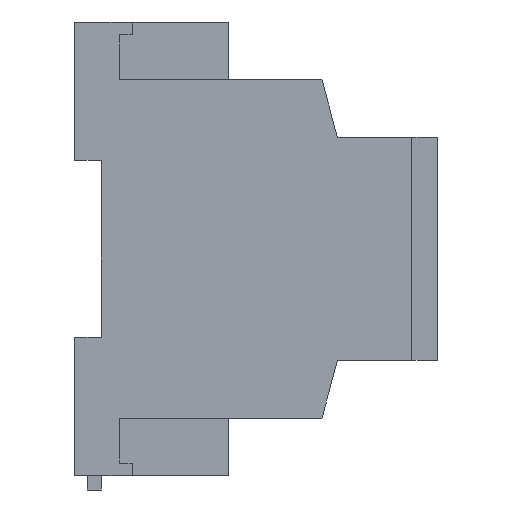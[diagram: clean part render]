
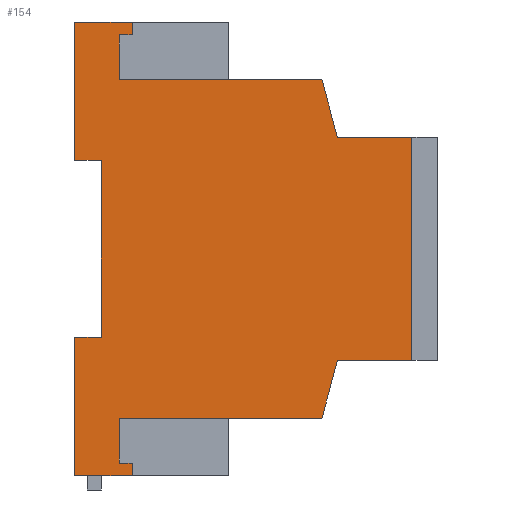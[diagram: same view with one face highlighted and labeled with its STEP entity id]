
A CAD part, left-side view. The second image highlights one B-rep face of the part: STEP entity #154.
In plain terms, the highlighted planar face has unit normal (-1, 0, 0).
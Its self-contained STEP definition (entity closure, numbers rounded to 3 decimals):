
#154=ADVANCED_FACE('FACE41',(#312),#313,.F.);
#312=FACE_OUTER_BOUND('',#470,.T.);
#313=PLANE('',#471);
#470=EDGE_LOOP('',(#848,#849,#850,#851,#852,#853,#854,#855,#856,#857,#858,#859,#860,#861,#862,#863,#864,#865,#866,#867));
#471=AXIS2_PLACEMENT_3D('',#868,#869,#870);
#848=ORIENTED_EDGE('',*,*,#1110,.T.);
#849=ORIENTED_EDGE('',*,*,#1050,.F.);
#850=ORIENTED_EDGE('',*,*,#1052,.F.);
#851=ORIENTED_EDGE('',*,*,#1057,.F.);
#852=ORIENTED_EDGE('',*,*,#1061,.T.);
#853=ORIENTED_EDGE('',*,*,#1066,.F.);
#854=ORIENTED_EDGE('',*,*,#1028,.F.);
#855=ORIENTED_EDGE('',*,*,#1025,.F.);
#856=ORIENTED_EDGE('',*,*,#1076,.F.);
#857=ORIENTED_EDGE('',*,*,#1080,.F.);
#858=ORIENTED_EDGE('',*,*,#1083,.T.);
#859=ORIENTED_EDGE('',*,*,#1088,.T.);
#860=ORIENTED_EDGE('',*,*,#1090,.T.);
#861=ORIENTED_EDGE('',*,*,#1096,.T.);
#862=ORIENTED_EDGE('',*,*,#1114,.T.);
#863=ORIENTED_EDGE('',*,*,#1116,.F.);
#864=ORIENTED_EDGE('',*,*,#1117,.F.);
#865=ORIENTED_EDGE('',*,*,#1041,.F.);
#866=ORIENTED_EDGE('',*,*,#1021,.F.);
#867=ORIENTED_EDGE('',*,*,#1106,.F.);
#868=CARTESIAN_POINT('',(-8.763,-4.445,0.0));
#869=DIRECTION('',(1.0,0.0,0.0));
#870=DIRECTION('',(0.0,1.0,-0.0));
#1021=EDGE_CURVE('EDGE46',#1236,#1238,#1239,.T.);
#1025=EDGE_CURVE('EDGE49',#1242,#1244,#1245,.T.);
#1028=EDGE_CURVE('EDGE51',#1244,#1248,#1249,.T.);
#1041=EDGE_CURVE('EDGE61',#1238,#1268,#1269,.T.);
#1050=EDGE_CURVE('EDGE68',#1280,#1276,#1282,.T.);
#1052=EDGE_CURVE('EDGE69',#1284,#1280,#1285,.T.);
#1057=EDGE_CURVE('EDGE73',#1290,#1284,#1293,.T.);
#1061=EDGE_CURVE('EDGE76',#1290,#1296,#1299,.T.);
#1066=EDGE_CURVE('EDGE80',#1248,#1296,#1305,.T.);
#1076=EDGE_CURVE('EDGE87',#1317,#1242,#1319,.T.);
#1080=EDGE_CURVE('EDGE90',#1323,#1317,#1325,.T.);
#1083=EDGE_CURVE('EDGE92',#1323,#1328,#1330,.T.);
#1088=EDGE_CURVE('EDGE96',#1328,#1335,#1337,.T.);
#1090=EDGE_CURVE('EDGE97',#1335,#1339,#1340,.T.);
#1096=EDGE_CURVE('EDGE102',#1339,#1347,#1349,.T.);
#1106=EDGE_CURVE('EDGE109',#1362,#1236,#1364,.T.);
#1110=EDGE_CURVE('EDGE112',#1362,#1276,#1368,.T.);
#1114=EDGE_CURVE('EDGE115',#1347,#1372,#1374,.T.);
#1116=EDGE_CURVE('EDGE116',#1376,#1372,#1377,.T.);
#1117=EDGE_CURVE('EDGE117',#1268,#1376,#1378,.T.);
#1236=VERTEX_POINT('VERTEX35',#1550);
#1238=VERTEX_POINT('VERTEX36',#1553);
#1239=LINE('',#1554,#1555);
#1242=VERTEX_POINT('VERTEX37',#1559);
#1244=VERTEX_POINT('VERTEX38',#1562);
#1245=LINE('',#1563,#1564);
#1248=VERTEX_POINT('VERTEX39',#1568);
#1249=LINE('',#1569,#1570);
#1268=VERTEX_POINT('VERTEX46',#1598);
#1269=LINE('',#1599,#1600);
#1276=VERTEX_POINT('VERTEX48',#1610);
#1280=VERTEX_POINT('VERTEX50',#1616);
#1282=LINE('',#1619,#1620);
#1284=VERTEX_POINT('VERTEX51',#1622);
#1285=LINE('',#1623,#1624);
#1290=VERTEX_POINT('VERTEX53',#1631);
#1293=LINE('',#1635,#1636);
#1296=VERTEX_POINT('VERTEX55',#1640);
#1299=LINE('',#1644,#1645);
#1305=LINE('',#1654,#1655);
#1317=VERTEX_POINT('VERTEX61',#1672);
#1319=LINE('',#1675,#1676);
#1323=VERTEX_POINT('VERTEX63',#1681);
#1325=LINE('',#1684,#1685);
#1328=VERTEX_POINT('VERTEX65',#1688);
#1330=LINE('',#1691,#1692);
#1335=VERTEX_POINT('VERTEX67',#1699);
#1337=LINE('',#1702,#1703);
#1339=VERTEX_POINT('VERTEX68',#1705);
#1340=LINE('',#1706,#1707);
#1347=VERTEX_POINT('VERTEX71',#1717);
#1349=LINE('',#1720,#1721);
#1362=VERTEX_POINT('VERTEX76',#1739);
#1364=LINE('',#1742,#1743);
#1368=LINE('',#1749,#1750);
#1372=VERTEX_POINT('VERTEX78',#1755);
#1374=LINE('',#1758,#1759);
#1376=VERTEX_POINT('VERTEX79',#1761);
#1377=LINE('',#1762,#1763);
#1378=LINE('',#1764,#1765);
#1550=CARTESIAN_POINT('',(-8.763,-8.89,-33.528));
#1553=CARTESIAN_POINT('',(-8.763,-8.89,-42.418));
#1554=CARTESIAN_POINT('',(-8.763,-8.89,0.0));
#1555=VECTOR('',#1859,25.4);
#1559=CARTESIAN_POINT('',(-8.763,-11.43,42.418));
#1562=CARTESIAN_POINT('',(-8.763,-8.89,42.418));
#1563=CARTESIAN_POINT('',(-8.763,-10.16,42.418));
#1564=VECTOR('',#1862,25.4);
#1568=CARTESIAN_POINT('',(-8.763,-8.89,33.528));
#1569=CARTESIAN_POINT('',(-8.763,-8.89,0.0));
#1570=VECTOR('',#1864,25.4);
#1598=CARTESIAN_POINT('',(-8.763,-11.43,-42.418));
#1599=CARTESIAN_POINT('',(-8.763,-10.16,-42.418));
#1600=VECTOR('',#1874,25.4);
#1610=CARTESIAN_POINT('',(-8.763,-52.07,-22.098));
#1616=CARTESIAN_POINT('',(-8.763,-66.802,-22.098));
#1619=CARTESIAN_POINT('',(-8.763,-33.401,-22.098));
#1620=VECTOR('',#1881,25.4);
#1622=CARTESIAN_POINT('',(-8.763,-66.802,22.098));
#1623=CARTESIAN_POINT('',(-8.763,-66.802,0.0));
#1624=VECTOR('',#1882,25.4);
#1631=CARTESIAN_POINT('',(-8.763,-52.07,22.098));
#1635=CARTESIAN_POINT('',(-8.763,-33.401,22.098));
#1636=VECTOR('',#1886,25.4);
#1640=CARTESIAN_POINT('',(-8.763,-49.007,33.528));
#1644=CARTESIAN_POINT('',(-8.763,-51.594,23.876));
#1645=VECTOR('',#1889,25.4);
#1654=CARTESIAN_POINT('',(-8.763,-15.24,33.528));
#1655=VECTOR('',#1893,25.4);
#1672=CARTESIAN_POINT('',(-8.763,-11.43,44.958));
#1675=CARTESIAN_POINT('',(-8.763,-11.43,43.688));
#1676=VECTOR('',#1900,25.4);
#1681=CARTESIAN_POINT('',(-8.763,0.0,44.958));
#1684=CARTESIAN_POINT('',(-8.763,-4.445,44.958));
#1685=VECTOR('',#1903,25.4);
#1688=CARTESIAN_POINT('',(-8.763,0.0,17.526));
#1691=CARTESIAN_POINT('',(-8.763,0.0,0.0));
#1692=VECTOR('',#1905,25.4);
#1699=CARTESIAN_POINT('',(-8.763,-5.334,17.526));
#1702=CARTESIAN_POINT('',(-8.763,-3.556,17.526));
#1703=VECTOR('',#1909,25.4);
#1705=CARTESIAN_POINT('',(-8.763,-5.334,-17.526));
#1706=CARTESIAN_POINT('',(-8.763,-5.334,0.0));
#1707=VECTOR('',#1910,25.4);
#1717=CARTESIAN_POINT('',(-8.763,0.0,-17.526));
#1720=CARTESIAN_POINT('',(-8.763,-3.556,-17.526));
#1721=VECTOR('',#1915,25.4);
#1739=CARTESIAN_POINT('',(-8.763,-49.007,-33.528));
#1742=CARTESIAN_POINT('',(-8.763,-15.24,-33.528));
#1743=VECTOR('',#1922,25.4);
#1749=CARTESIAN_POINT('',(-8.763,-51.594,-23.876));
#1750=VECTOR('',#1925,25.4);
#1755=CARTESIAN_POINT('',(-8.763,0.0,-44.958));
#1758=CARTESIAN_POINT('',(-8.763,0.0,0.0));
#1759=VECTOR('',#1928,25.4);
#1761=CARTESIAN_POINT('',(-8.763,-11.43,-44.958));
#1762=CARTESIAN_POINT('',(-8.763,-4.445,-44.958));
#1763=VECTOR('',#1929,25.4);
#1764=CARTESIAN_POINT('',(-8.763,-11.43,-43.688));
#1765=VECTOR('',#1930,25.4);
#1859=DIRECTION('',(0.0,0.0,-1.0));
#1862=DIRECTION('',(0.0,1.0,0.0));
#1864=DIRECTION('',(0.0,0.0,-1.0));
#1874=DIRECTION('',(0.0,-1.0,0.0));
#1881=DIRECTION('',(0.0,1.0,0.0));
#1882=DIRECTION('',(0.0,0.0,-1.0));
#1886=DIRECTION('',(0.0,-1.0,0.0));
#1889=DIRECTION('',(0.0,0.259,0.966));
#1893=DIRECTION('',(0.0,-1.0,0.0));
#1900=DIRECTION('',(0.0,0.0,-1.0));
#1903=DIRECTION('',(0.0,-1.0,0.0));
#1905=DIRECTION('',(0.0,0.0,-1.0));
#1909=DIRECTION('',(0.0,-1.0,0.0));
#1910=DIRECTION('',(0.0,0.0,-1.0));
#1915=DIRECTION('',(0.0,1.0,0.0));
#1922=DIRECTION('',(0.0,1.0,0.0));
#1925=DIRECTION('',(0.0,-0.259,0.966));
#1928=DIRECTION('',(0.0,0.0,-1.0));
#1929=DIRECTION('',(0.0,1.0,0.0));
#1930=DIRECTION('',(0.0,0.0,-1.0));
